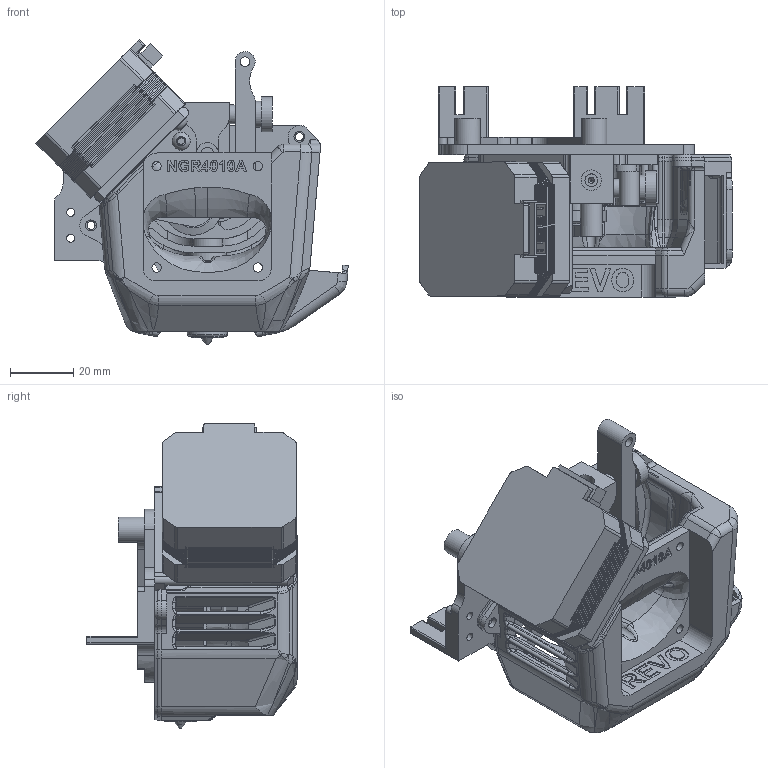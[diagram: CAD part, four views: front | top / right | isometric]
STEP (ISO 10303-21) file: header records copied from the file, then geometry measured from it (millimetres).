
FILE_DESCRIPTION(/* description */ (''),/* implementation_level */ '2;1');
FILE_NAME(/* name */ 'E3 NG REVO ASSEMBLY.step',/* time_stamp */ '2023-04-19T17:12:15-05:00',/* author */ (''),/* organization */ (''),/* preprocessor_version */ 'ST-DEVELOPER v19.2',/* originating_system */ 'Autodesk Translation Framework v12.4.0.73',/* authorisation */ '');
FILE_SCHEMA (('AUTOMOTIVE_DESIGN { 1 0 10303 214 3 1 1 }'));
Products named in the file (13): Simplified NG CR10/E3 for STEP Export; Adaptation Plate - CR-10/Ender-3; LDO Stepper Motor; M3 Button Head Screw (2); M3 Button Head Screw (1); M3 Button Head Screw; M3 Button Head Screw for Motor (2); M3 Button Head Screw for Motor (1); M3 Button Head Screw for Motor; Shoulder Screw - Lever; Micro Swiss NG Extruder; REVO HotEnd; FanShroud_REVO_NGR4010A v14
Assembly tree (12 placements, depth 2):
  Simplified NG CR10/E3 for STEP Export
    Adaptation Plate - CR-10/Ender-3
    LDO Stepper Motor
    M3 Button Head Screw (2)
    M3 Button Head Screw (1)
    M3 Button Head Screw
    M3 Button Head Screw for Motor (2)
    M3 Button Head Screw for Motor (1)
    M3 Button Head Screw for Motor
    Shoulder Screw - Lever
    Micro Swiss NG Extruder
    REVO HotEnd
    FanShroud_REVO_NGR4010A v14
Bounding box: 98.64 x 66.32 x 96.32 mm (x, y, z)
Volume: 125228.9 mm3; surface area: 127815.4 mm2
Topology: 33 solids, 34 shells, 2271 faces, 5765 edges, 3588 vertices
Faces by surface type: cylinder 846, plane 766, bspline 353, torus 187, cone 107, sphere 12
Full cylindrical faces by diameter (mm): 1.9 x1, 2 x1, 2.1 x4, 2.159 x1, 2.35 x66, 2.45 x1, 2.54 x16, 2.9 x4, 3 x63, 3.048 x1, 3.175 x3, 3.4 x2, 4 x5, 4.572 x2, 5 x1, 5.7 x6, 6 x2, 6.477 x1, 6.493 x1, 6.9 x2, 7.239 x1, 7.5 x2, 8 x1, 8.001 x2, 8.1 x2, 8.2 x1, 8.382 x1, 10 x1, 11 x1, 12.6 x1
Entity records: 92936 total; most frequent: CARTESIAN_POINT 39561, ORIENTED_EDGE 11486, DIRECTION 10390, EDGE_CURVE 5743, AXIS2_PLACEMENT_3D 3820, VERTEX_POINT 3588, LINE 2750, VECTOR 2750
